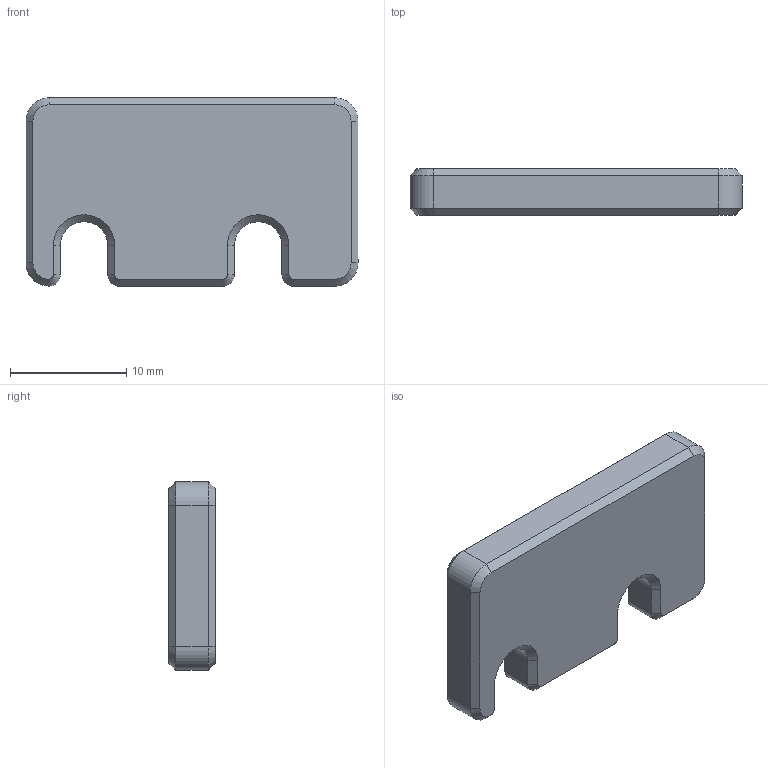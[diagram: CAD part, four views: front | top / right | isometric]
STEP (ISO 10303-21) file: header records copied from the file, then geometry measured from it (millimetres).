
FILE_DESCRIPTION(/* description */ ('','CAx-IF Rec.Pracs.---Representation and Presentation of Product Manufacturing Information (PMI)---4.0---2014-10-13'),/* implementation_level */ '2;1');
FILE_NAME(/* name */ 'OSSM v2 AIO PCB Backpack - Strain Relief Template.step',/* time_stamp */ '2024-12-23T03:13:29-05:00',/* author */ (''),/* organization */ (''),/* preprocessor_version */ 'ST-DEVELOPER v20',/* originating_system */ 'Autodesk Translation Framework v13.20.0.188',/* authorisation */ '');
FILE_SCHEMA (('AP242_MANAGED_MODEL_BASED_3D_ENGINEERING_MIM_LF { 1 0 10303 442 1 1 4 }'));
Length unit declared in the file: millimetre
Products named in the file (1): OSSM v2 AIO PCB Backpack - Strain Relief Template
Bounding box: 28.6 x 4 x 16.23 mm (x, y, z)
Volume: 1634.9 mm3; surface area: 1175.1 mm2
Topology: 1 solids, 1 shells, 59 faces, 133 edges, 76 vertices
Faces by surface type: plane 29, cone 20, cylinder 10
Entity records: 1643 total; most frequent: DIRECTION 293, CARTESIAN_POINT 269, ORIENTED_EDGE 266, EDGE_CURVE 133, AXIS2_PLACEMENT_3D 100, LINE 93, VECTOR 93, VERTEX_POINT 76
